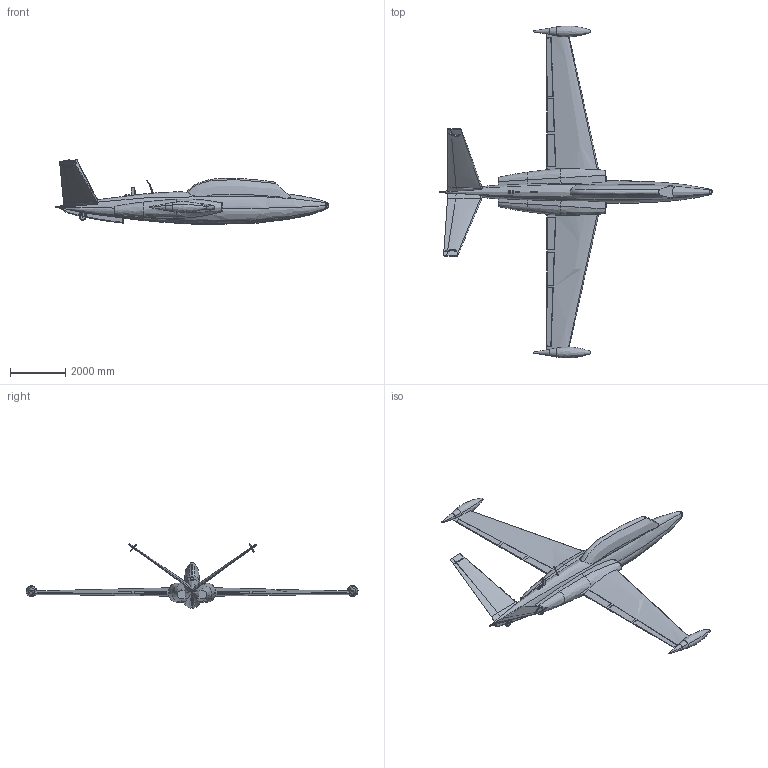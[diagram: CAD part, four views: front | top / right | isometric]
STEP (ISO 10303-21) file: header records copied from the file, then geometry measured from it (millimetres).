
FILE_DESCRIPTION(('CATIA V5 STEP Exchange'),'2;1');
FILE_NAME('Fouga.stp','2015-02-25T16:10:30+00:00',('none'),('none'),'CATIA Version 5 Release 21 GA (IN-10)','CATIA V5 STEP AP203','none');
FILE_SCHEMA(('CONFIG_CONTROL_DESIGN'));
Products named in the file (1): Part2
Bounding box: 9902.87 x 12056.25 x 2340.19 mm (x, y, z)
Volume: 9182688317.3 mm3; surface area: 75458730.7 mm2
Topology: 7 solids, 8 shells, 383 faces, 1013 edges, 651 vertices
Faces by surface type: plane 154, bspline 94, cylinder 59, torus 32, revolution 30, extrusion 10, sphere 4
Entity records: 38256 total; most frequent: CARTESIAN_POINT 30444, ORIENTED_EDGE 2010, EDGE_CURVE 1009, DIRECTION 860, VERTEX_POINT 646, B_SPLINE_CURVE_WITH_KNOTS 591, EDGE_LOOP 396, ADVANCED_FACE 383
